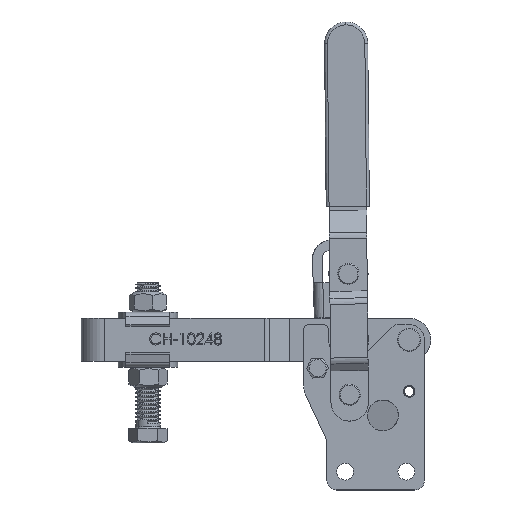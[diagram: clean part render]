
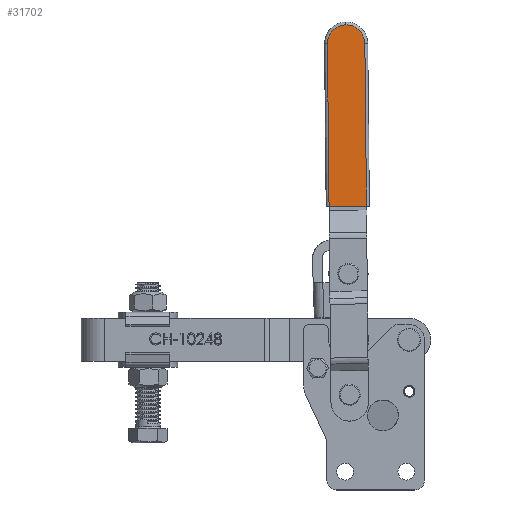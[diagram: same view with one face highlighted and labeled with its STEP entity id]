
A CAD part, top view. The second image highlights one B-rep face of the part: STEP entity #31702.
In plain terms, the highlighted planar face has unit normal (0, 0, 1).
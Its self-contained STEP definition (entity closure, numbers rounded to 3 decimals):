
#690 = VECTOR ( 'NONE', #13526, 1000. ) ;
#819 = EDGE_LOOP ( 'NONE', ( #22829, #34625, #35887, #5129, #18595 ) ) ;
#1573 = CARTESIAN_POINT ( 'NONE',  ( 0., 9.75, 13. ) ) ;
#2480 = DIRECTION ( 'NONE',  ( 1., 0., 0. ) ) ;
#2586 = LINE ( 'NONE', #12608, #29891 ) ;
#4232 = EDGE_CURVE ( 'NONE', #10818, #11936, #2586, .T. ) ;
#4678 = VERTEX_POINT ( 'NONE', #40356 ) ;
#5129 = ORIENTED_EDGE ( 'NONE', *, *, #41488, .T. ) ;
#7610 = AXIS2_PLACEMENT_3D ( 'NONE', #37540, #16282, #41109 ) ;
#8678 = EDGE_CURVE ( 'NONE', #11936, #4678, #13475, .T. ) ;
#8917 = CARTESIAN_POINT ( 'NONE',  ( 0., 0., 13. ) ) ;
#10818 = VERTEX_POINT ( 'NONE', #43336 ) ;
#11936 = VERTEX_POINT ( 'NONE', #43982 ) ;
#12489 = DIRECTION ( 'NONE',  ( 1., 0., 0. ) ) ;
#12540 = DIRECTION ( 'NONE',  ( 0., -1., 0. ) ) ;
#12608 = CARTESIAN_POINT ( 'NONE',  ( -84.75, -11.25, 13. ) ) ;
#13475 = LINE ( 'NONE', #41768, #690 ) ;
#13526 = DIRECTION ( 'NONE',  ( 1., 0., 0. ) ) ;
#16282 = DIRECTION ( 'NONE',  ( 0., 0., 1. ) ) ;
#18020 = DIRECTION ( 'NONE',  ( -1., 0., 0. ) ) ;
#18595 = ORIENTED_EDGE ( 'NONE', *, *, #41935, .T. ) ;
#19254 = VERTEX_POINT ( 'NONE', #25942 ) ;
#20131 = CIRCLE ( 'NONE', #7610, 9.75 ) ;
#20704 = VECTOR ( 'NONE', #18020, 1000. ) ;
#22829 = ORIENTED_EDGE ( 'NONE', *, *, #4232, .T. ) ;
#23798 = DIRECTION ( 'NONE',  ( 0., 0., 1. ) ) ;
#25942 = CARTESIAN_POINT ( 'NONE',  ( 9.75, 0., 13. ) ) ;
#26996 = AXIS2_PLACEMENT_3D ( 'NONE', #37727, #23798, #2480 ) ;
#29891 = VECTOR ( 'NONE', #12540, 1000. ) ;
#30779 = CIRCLE ( 'NONE', #43561, 9.75 ) ;
#31702 = ADVANCED_FACE ( 'NONE', ( #37705 ), #45007, .T. ) ;
#33814 = DIRECTION ( 'NONE',  ( 0., 0., 1. ) ) ;
#34625 = ORIENTED_EDGE ( 'NONE', *, *, #8678, .T. ) ;
#35887 = ORIENTED_EDGE ( 'NONE', *, *, #42262, .T. ) ;
#37399 = LINE ( 'NONE', #42841, #20704 ) ;
#37540 = CARTESIAN_POINT ( 'NONE',  ( 0., 0., 13. ) ) ;
#37705 = FACE_OUTER_BOUND ( 'NONE', #819, .T. ) ;
#37727 = CARTESIAN_POINT ( 'NONE',  ( 0., 0., 13. ) ) ;
#40356 = CARTESIAN_POINT ( 'NONE',  ( 0., -9.75, 13. ) ) ;
#41109 = DIRECTION ( 'NONE',  ( 1., 0., 0. ) ) ;
#41488 = EDGE_CURVE ( 'NONE', #19254, #45889, #30779, .T. ) ;
#41768 = CARTESIAN_POINT ( 'NONE',  ( 0., -9.75, 13. ) ) ;
#41935 = EDGE_CURVE ( 'NONE', #45889, #10818, #37399, .T. ) ;
#42262 = EDGE_CURVE ( 'NONE', #4678, #19254, #20131, .T. ) ;
#42841 = CARTESIAN_POINT ( 'NONE',  ( -84.75, 9.75, 13. ) ) ;
#43336 = CARTESIAN_POINT ( 'NONE',  ( -84.75, 9.75, 13. ) ) ;
#43561 = AXIS2_PLACEMENT_3D ( 'NONE', #8917, #33814, #12489 ) ;
#43982 = CARTESIAN_POINT ( 'NONE',  ( -84.75, -9.75, 13. ) ) ;
#45007 = PLANE ( 'NONE',  #26996 ) ;
#45889 = VERTEX_POINT ( 'NONE', #1573 ) ;
